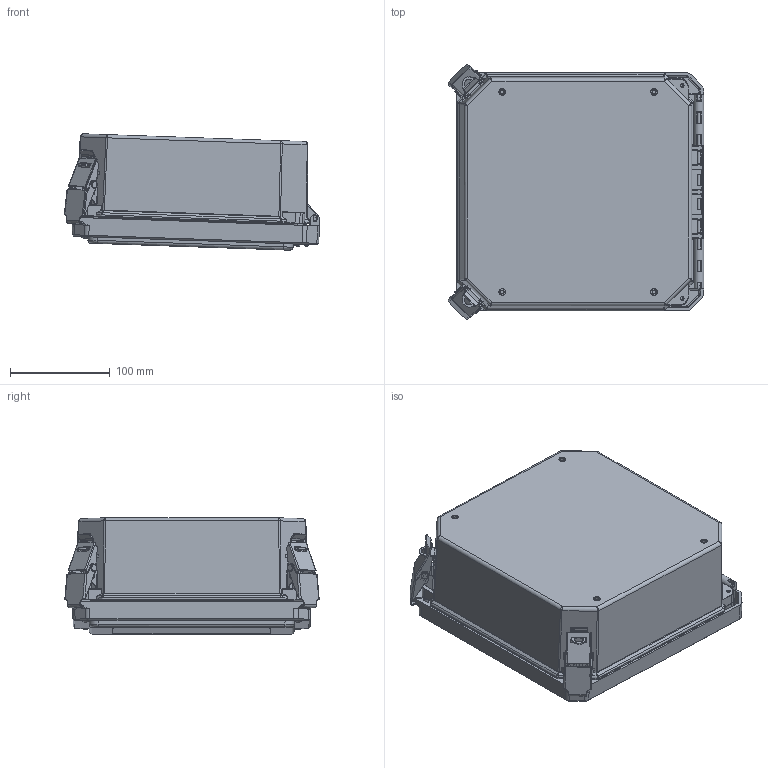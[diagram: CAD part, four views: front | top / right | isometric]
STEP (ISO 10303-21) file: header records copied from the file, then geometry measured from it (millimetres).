
FILE_DESCRIPTION (( 'STEP AP214' ), '1' );
FILE_NAME ('FRW80804HPL.STEP', '2021-10-07T16:39:45', ( '' ), ( '' ), 'SwSTEP 2.0', 'SolidWorks 2021', '' );
FILE_SCHEMA (( 'AUTOMOTIVE_DESIGN' ));
Length unit declared in the file: inch
Products named in the file (1): FRW80804HPL
Bounding box: 256.32 x 255.14 x 116.77 mm (x, y, z)
Volume: 928646 mm3; surface area: 490645 mm2
Topology: 30 solids, 30 shells, 2354 faces, 5857 edges, 3516 vertices
Faces by surface type: cylinder 1002, plane 758, bspline 358, torus 154, cone 59, sphere 23
Entity records: 94710 total; most frequent: CARTESIAN_POINT 42798, ORIENTED_EDGE 11562, DIRECTION 9355, EDGE_CURVE 5781, VERTEX_POINT 3513, AXIS2_PLACEMENT_3D 3294, LINE 2767, VECTOR 2767
